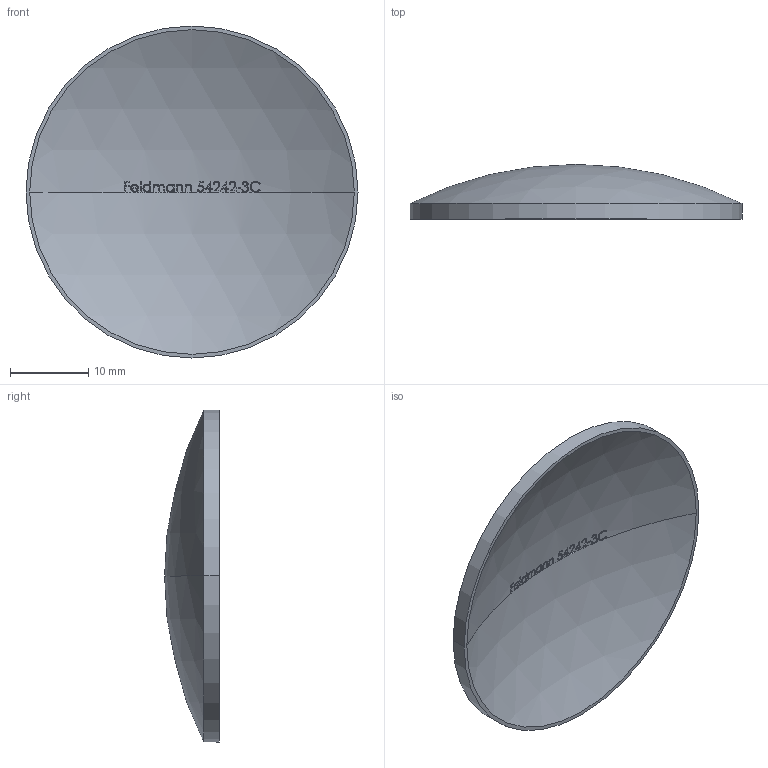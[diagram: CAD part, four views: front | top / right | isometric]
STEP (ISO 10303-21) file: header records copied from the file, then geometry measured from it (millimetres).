
FILE_DESCRIPTION (( 'STEP AP203' ), '1' );
FILE_NAME ('54242-3C.step', '2018-12-11T12:11:01', ( '' ), ( '' ), 'SwSTEP 2.0', 'SolidWorks 2015', '' );
FILE_SCHEMA (( 'CONFIG_CONTROL_DESIGN' ));
Length unit declared in the file: millimetre
Products named in the file (1): 54242-3C
Bounding box: 42.4 x 7 x 42.4 mm (x, y, z)
Volume: 2980.4 mm3; surface area: 3256.6 mm2
Topology: 1 solids, 1 shells, 238 faces, 657 edges, 428 vertices
Faces by surface type: plane 108, bspline 91, sphere 37, cylinder 2
Entity records: 12184 total; most frequent: CARTESIAN_POINT 6526, ORIENTED_EDGE 1314, DIRECTION 970, EDGE_CURVE 657, VERTEX_POINT 428, AXIS2_PLACEMENT_3D 385, EDGE_LOOP 245, FACE_OUTER_BOUND 238
